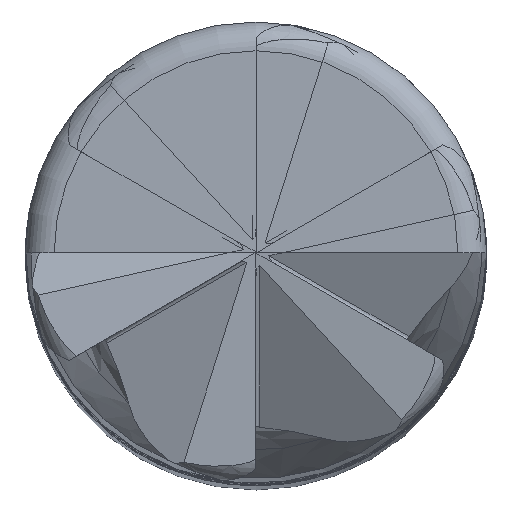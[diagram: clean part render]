
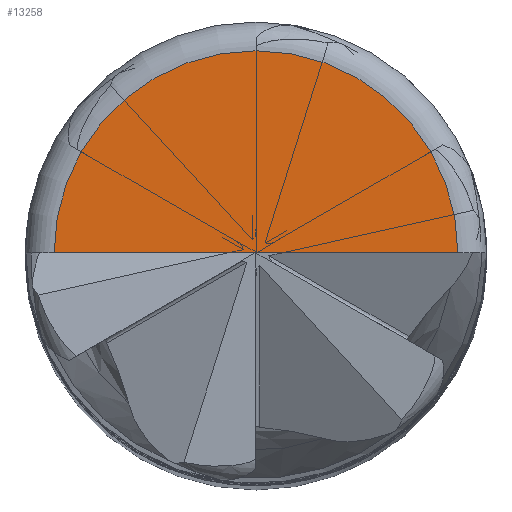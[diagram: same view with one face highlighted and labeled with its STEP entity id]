
A CAD part, top view. The second image highlights one B-rep face of the part: STEP entity #13258.
In plain terms, the highlighted planar face has unit normal (0, 0, 1).
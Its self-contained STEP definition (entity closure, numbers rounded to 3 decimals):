
#13184=DIRECTION('',(-1.,0.,0.));
#13185=VECTOR('',#13184,7.);
#13186=CARTESIAN_POINT('',(3.5,0.,68.));
#13187=LINE('',#13186,#13185);
#13188=CARTESIAN_POINT('',(0.,0.,68.));
#13189=DIRECTION('',(0.,0.,1.));
#13190=DIRECTION('',(1.,0.,0.));
#13191=AXIS2_PLACEMENT_3D('',#13188,#13189,#13190);
#13231=CARTESIAN_POINT('',(3.5,0.,68.));
#13232=CARTESIAN_POINT('',(-3.5,0.,68.));
#13233=VERTEX_POINT('',#13231);
#13234=VERTEX_POINT('',#13232);
#13247=CARTESIAN_POINT('',(0.,0.,68.));
#13248=DIRECTION('',(0.,0.,1.));
#13249=DIRECTION('',(-0.975,-0.222,0.));
#13250=AXIS2_PLACEMENT_3D('',#13247,#13248,#13249);
#13251=PLANE('',#13250);
#13253=ORIENTED_EDGE('',*,*,#13252,.T.);
#13255=ORIENTED_EDGE('',*,*,#13254,.F.);
#13256=EDGE_LOOP('',(#13253,#13255));
#13257=FACE_OUTER_BOUND('',#13256,.F.);
#13192=CIRCLE('',#13191,3.5);
#13252=EDGE_CURVE('',#13233,#13234,#13187,.T.);
#13254=EDGE_CURVE('',#13233,#13234,#13192,.T.);
#13258=ADVANCED_FACE('',(#13257),#13251,.T.);
